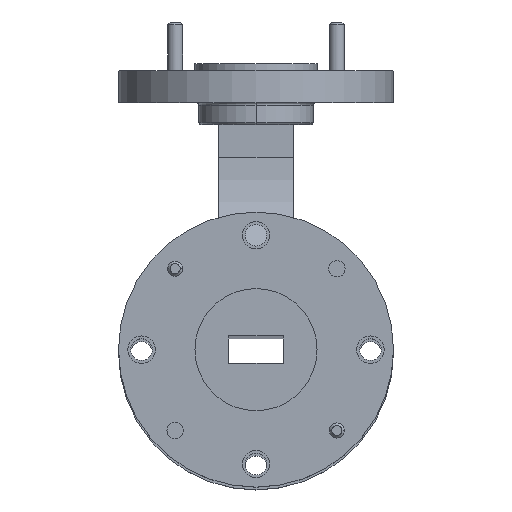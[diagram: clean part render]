
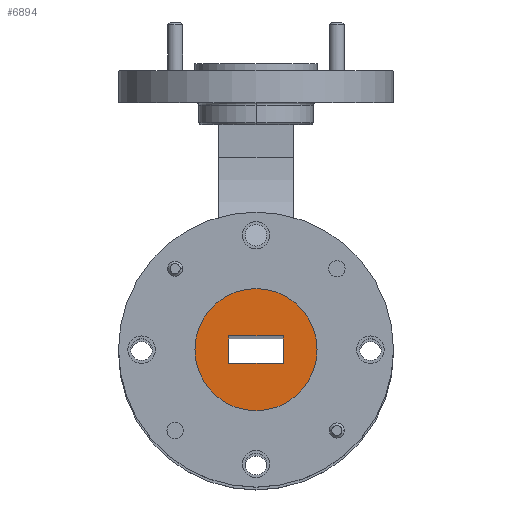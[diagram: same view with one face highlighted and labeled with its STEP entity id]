
A CAD part, top view. The second image highlights one B-rep face of the part: STEP entity #6894.
In plain terms, the highlighted planar face has unit normal (0, 0, 1).
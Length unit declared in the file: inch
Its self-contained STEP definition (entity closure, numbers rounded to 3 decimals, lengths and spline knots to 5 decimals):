
#315 = DIRECTION ( 'NONE',  ( 0., 0., 1. ) ) ;
#702 = ORIENTED_EDGE ( 'NONE', *, *, #7615, .F. ) ;
#983 = FACE_BOUND ( 'NONE', #3962, .T. ) ;
#1114 = CARTESIAN_POINT ( 'NONE',  ( 0.11201, 0.056, 0.03 ) ) ;
#1244 = EDGE_CURVE ( 'NONE', #4169, #5184, #8016, .T. ) ;
#1478 = CARTESIAN_POINT ( 'NONE',  ( 0.11201, -0.056, 0.03 ) ) ;
#1485 = VERTEX_POINT ( 'NONE', #7126 ) ;
#1517 = CARTESIAN_POINT ( 'NONE',  ( -0.11201, -0.056, 0.03 ) ) ;
#1705 = CARTESIAN_POINT ( 'NONE',  ( -0.11201, 0.056, 0.03 ) ) ;
#1764 = VECTOR ( 'NONE', #8620, 39.37008 ) ;
#1982 = AXIS2_PLACEMENT_3D ( 'NONE', #4904, #8302, #2975 ) ;
#2070 = CARTESIAN_POINT ( 'NONE',  ( 0.11201, -0.056, 0.03 ) ) ;
#2300 = DIRECTION ( 'NONE',  ( 1., 0., 0. ) ) ;
#2340 = FACE_OUTER_BOUND ( 'NONE', #3252, .T. ) ;
#2403 = CARTESIAN_POINT ( 'NONE',  ( 0.11201, 0.056, 0.03 ) ) ;
#2553 = ORIENTED_EDGE ( 'NONE', *, *, #1244, .T. ) ;
#2730 = LINE ( 'NONE', #2070, #1764 ) ;
#2831 = CARTESIAN_POINT ( 'NONE',  ( -0.11201, 0.056, 0.03 ) ) ;
#2924 = DIRECTION ( 'NONE',  ( -1., 0., 0. ) ) ;
#2967 = CARTESIAN_POINT ( 'NONE',  ( -0.25, 0., 0.03 ) ) ;
#2975 = DIRECTION ( 'NONE',  ( 1., 0., 0. ) ) ;
#3252 = EDGE_LOOP ( 'NONE', ( #2553, #4593 ) ) ;
#3264 = DIRECTION ( 'NONE',  ( 0., 0., 1. ) ) ;
#3467 = VECTOR ( 'NONE', #2924, 39.37008 ) ;
#3663 = PLANE ( 'NONE',  #7696 ) ;
#3685 = VERTEX_POINT ( 'NONE', #1478 ) ;
#3758 = LINE ( 'NONE', #2403, #3467 ) ;
#3759 = VERTEX_POINT ( 'NONE', #1705 ) ;
#3882 = CIRCLE ( 'NONE', #5426, 0.25 ) ;
#3962 = EDGE_LOOP ( 'NONE', ( #8046, #702, #6710, #5220 ) ) ;
#4124 = EDGE_CURVE ( 'NONE', #1485, #3685, #4711, .T. ) ;
#4169 = VERTEX_POINT ( 'NONE', #2967 ) ;
#4593 = ORIENTED_EDGE ( 'NONE', *, *, #8604, .T. ) ;
#4711 = LINE ( 'NONE', #1517, #6999 ) ;
#4904 = CARTESIAN_POINT ( 'NONE',  ( 0., 0., 0.03 ) ) ;
#5184 = VERTEX_POINT ( 'NONE', #7315 ) ;
#5220 = ORIENTED_EDGE ( 'NONE', *, *, #5741, .F. ) ;
#5281 = DIRECTION ( 'NONE',  ( 1., 0., 0. ) ) ;
#5364 = DIRECTION ( 'NONE',  ( 0., -1., 0. ) ) ;
#5426 = AXIS2_PLACEMENT_3D ( 'NONE', #5855, #3264, #5281 ) ;
#5741 = EDGE_CURVE ( 'NONE', #3759, #1485, #7479, .T. ) ;
#5855 = CARTESIAN_POINT ( 'NONE',  ( 0., 0., 0.03 ) ) ;
#6007 = VERTEX_POINT ( 'NONE', #1114 ) ;
#6112 = VECTOR ( 'NONE', #5364, 39.37008 ) ;
#6334 = CARTESIAN_POINT ( 'NONE',  ( 0., 0., 0.03 ) ) ;
#6525 = EDGE_CURVE ( 'NONE', #6007, #3759, #3758, .T. ) ;
#6710 = ORIENTED_EDGE ( 'NONE', *, *, #4124, .F. ) ;
#6894 = ADVANCED_FACE ( 'NONE', ( #2340, #983 ), #3663, .T. ) ;
#6999 = VECTOR ( 'NONE', #2300, 39.37008 ) ;
#7126 = CARTESIAN_POINT ( 'NONE',  ( -0.11201, -0.056, 0.03 ) ) ;
#7315 = CARTESIAN_POINT ( 'NONE',  ( 0.25, 0., 0.03 ) ) ;
#7479 = LINE ( 'NONE', #2831, #6112 ) ;
#7615 = EDGE_CURVE ( 'NONE', #3685, #6007, #2730, .T. ) ;
#7696 = AXIS2_PLACEMENT_3D ( 'NONE', #6334, #315, #7708 ) ;
#7708 = DIRECTION ( 'NONE',  ( 1., 0., 0. ) ) ;
#8016 = CIRCLE ( 'NONE', #1982, 0.25 ) ;
#8046 = ORIENTED_EDGE ( 'NONE', *, *, #6525, .F. ) ;
#8302 = DIRECTION ( 'NONE',  ( 0., 0., 1. ) ) ;
#8604 = EDGE_CURVE ( 'NONE', #5184, #4169, #3882, .T. ) ;
#8620 = DIRECTION ( 'NONE',  ( 0., 1., 0. ) ) ;
